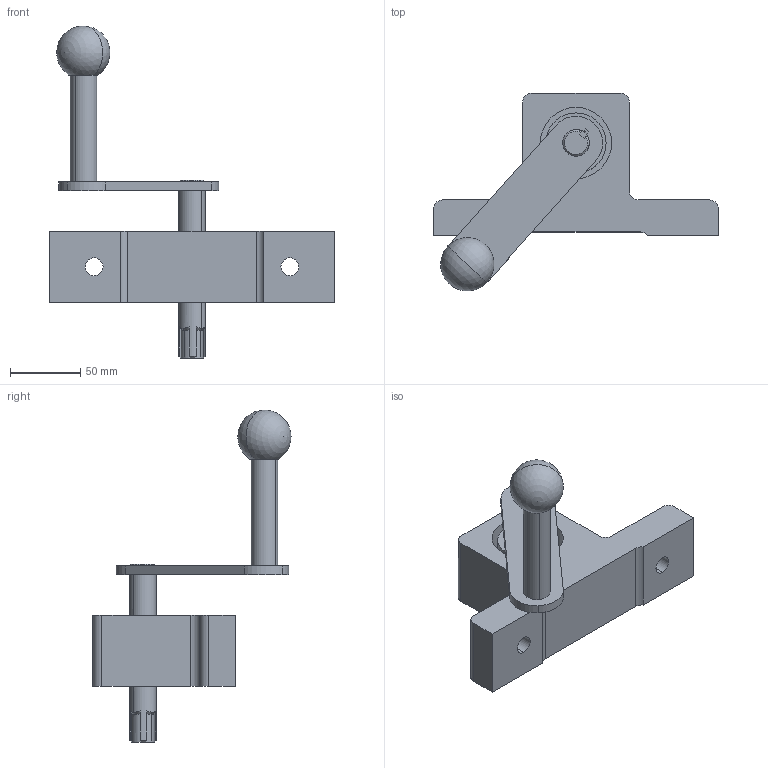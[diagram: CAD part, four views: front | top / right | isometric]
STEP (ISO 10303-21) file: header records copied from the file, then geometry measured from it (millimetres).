
FILE_DESCRIPTION (( 'STEP AP214' ), '1' );
FILE_NAME ('Assembly.STEP', '2020-11-04T14:47:50', ( '' ), ( '' ), 'SwSTEP 2.0', 'SolidWorks 2019', '' );
FILE_SCHEMA (( 'AUTOMOTIVE_DESIGN' ));
Length unit declared in the file: inch
Products named in the file (8): Ball; Assembly; pin; thrust ball bearing4_ai_AFBMA 24.2.7 - 12TB032 - 10,SI,NC,10; Post; Support; Shaft; Link
Assembly tree (7 placements, depth 2):
  Assembly
    Support
    Shaft
    thrust ball bearing4_ai_AFBMA 24.2.7 - 12TB032 - 10,SI,NC,10
    Link
    Post
    Ball
    pin
Bounding box: 203.2 x 141.34 x 236.98 mm (x, y, z)
Volume: 625399.2 mm3; surface area: 96361.1 mm2
Topology: 7 solids, 7 shells, 137 faces, 329 edges, 210 vertices
Faces by surface type: plane 59, cylinder 53, torus 14, cone 9, sphere 2
Entity records: 4524 total; most frequent: CARTESIAN_POINT 803, DIRECTION 728, ORIENTED_EDGE 644, EDGE_CURVE 322, AXIS2_PLACEMENT_3D 282, VERTEX_POINT 207, LINE 164, VECTOR 164
